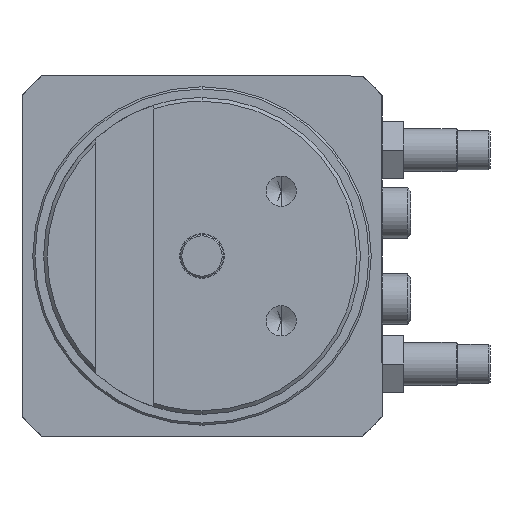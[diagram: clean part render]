
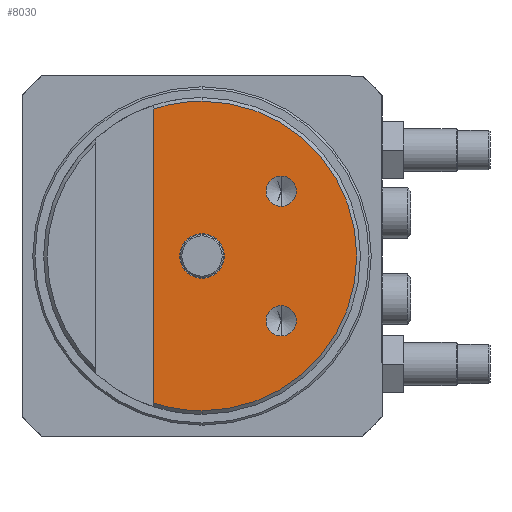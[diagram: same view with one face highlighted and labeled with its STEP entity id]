
A CAD part, front view. The second image highlights one B-rep face of the part: STEP entity #8030.
In plain terms, the highlighted planar face has unit normal (0, -1, 0).
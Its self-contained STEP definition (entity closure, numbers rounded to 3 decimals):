
#2153 = CARTESIAN_POINT ( 'NONE',  ( 0., -8.5, 21.5 ) ) ;
#2154 = CARTESIAN_POINT ( 'NONE',  ( 0., -8.5, -21.5 ) ) ;
#2155 = DIRECTION ( 'NONE',  ( 0., 0., -1. ) ) ;
#2156 = DIRECTION ( 'NONE',  ( 0., -1., 0. ) ) ;
#2157 = AXIS2_PLACEMENT_3D ( 'NONE', #2163, #2156, #2155 ) ;
#2158 = CIRCLE ( 'NONE', #2157, 21.5 ) ;
#2163 = CARTESIAN_POINT ( 'NONE',  ( 0., -8.5, 0. ) ) ;
#2213 = DIRECTION ( 'NONE',  ( 0., 0., 1. ) ) ;
#2214 = DIRECTION ( 'NONE',  ( 0., 1., 0. ) ) ;
#2215 = CARTESIAN_POINT ( 'NONE',  ( 0., -8.5, 0. ) ) ;
#2216 = AXIS2_PLACEMENT_3D ( 'NONE', #2215, #2214, #2213 ) ;
#2217 = CIRCLE ( 'NONE', #2216, 3.1 ) ;
#2243 = CARTESIAN_POINT ( 'NONE',  ( 0., -8.5, 0. ) ) ;
#2244 = AXIS2_PLACEMENT_3D ( 'NONE', #2243, #2306, #2305 ) ;
#2245 = CIRCLE ( 'NONE', #2244, 21.5 ) ;
#2246 = CARTESIAN_POINT ( 'NONE',  ( -6.75, -8.5, -20.413 ) ) ;
#2247 = DIRECTION ( 'NONE',  ( 0., 0., 1. ) ) ;
#2248 = VECTOR ( 'NONE', #2247, 1000. ) ;
#2249 = CARTESIAN_POINT ( 'NONE',  ( -6.75, -8.5, -20.939 ) ) ;
#2250 = LINE ( 'NONE', #2249, #2248 ) ;
#2251 = DIRECTION ( 'NONE',  ( 0., 0., -1. ) ) ;
#2252 = DIRECTION ( 'NONE',  ( 0., -1., 0. ) ) ;
#2253 = CARTESIAN_POINT ( 'NONE',  ( 0., -8.5, 0. ) ) ;
#2254 = AXIS2_PLACEMENT_3D ( 'NONE', #2253, #2252, #2251 ) ;
#2255 = PLANE ( 'NONE',  #2254 ) ;
#2260 = FACE_BOUND ( 'NONE', #8020, .T. ) ;
#2261 = FACE_OUTER_BOUND ( 'NONE', #8031, .T. ) ;
#2263 = FACE_BOUND ( 'NONE', #8103, .T. ) ;
#2264 = FACE_BOUND ( 'NONE', #8039, .T. ) ;
#2285 = CARTESIAN_POINT ( 'NONE',  ( -6.75, -8.5, 20.413 ) ) ;
#2286 = DIRECTION ( 'NONE',  ( 0., 0., -1. ) ) ;
#2287 = DIRECTION ( 'NONE',  ( 0., -1., 0. ) ) ;
#2288 = AXIS2_PLACEMENT_3D ( 'NONE', #2295, #2287, #2286 ) ;
#2289 = CIRCLE ( 'NONE', #2288, 21.5 ) ;
#2295 = CARTESIAN_POINT ( 'NONE',  ( 0., -8.5, 0. ) ) ;
#2305 = DIRECTION ( 'NONE',  ( 0., 0., -1. ) ) ;
#2306 = DIRECTION ( 'NONE',  ( 0., -1., 0. ) ) ;
#2387 = DIRECTION ( 'NONE',  ( 0., 0., -1. ) ) ;
#2388 = DIRECTION ( 'NONE',  ( 0., -1., 0. ) ) ;
#2389 = CARTESIAN_POINT ( 'NONE',  ( 11., -8.5, 9. ) ) ;
#2390 = AXIS2_PLACEMENT_3D ( 'NONE', #2389, #2388, #2387 ) ;
#2391 = CIRCLE ( 'NONE', #2390, 2.1 ) ;
#2392 = DIRECTION ( 'NONE',  ( 0., 0., -1. ) ) ;
#2393 = DIRECTION ( 'NONE',  ( 0., -1., 0. ) ) ;
#2394 = CARTESIAN_POINT ( 'NONE',  ( 11., -8.5, -9. ) ) ;
#2395 = AXIS2_PLACEMENT_3D ( 'NONE', #2394, #2393, #2392 ) ;
#2396 = CIRCLE ( 'NONE', #2395, 2.1 ) ;
#6096 = VERTEX_POINT ( 'NONE', #10754 ) ;
#6160 = EDGE_CURVE ( 'NONE', #6096, #6161, #10879, .T. ) ;
#6161 = VERTEX_POINT ( 'NONE', #10874 ) ;
#6195 = VERTEX_POINT ( 'NONE', #11001 ) ;
#6197 = EDGE_CURVE ( 'NONE', #6195, #6198, #11000, .T. ) ;
#6198 = VERTEX_POINT ( 'NONE', #10995 ) ;
#6245 = EDGE_CURVE ( 'NONE', #6255, #6299, #11092, .T. ) ;
#6255 = VERTEX_POINT ( 'NONE', #11071 ) ;
#6299 = VERTEX_POINT ( 'NONE', #11176 ) ;
#7986 = EDGE_CURVE ( 'NONE', #7987, #7988, #2158, .T. ) ;
#7987 = VERTEX_POINT ( 'NONE', #2154 ) ;
#7988 = VERTEX_POINT ( 'NONE', #2153 ) ;
#8020 = EDGE_LOOP ( 'NONE', ( #8021, #8023 ) ) ;
#8021 = ORIENTED_EDGE ( 'NONE', *, *, #8022, .T. ) ;
#8022 = EDGE_CURVE ( 'NONE', #6161, #6096, #2217, .T. ) ;
#8023 = ORIENTED_EDGE ( 'NONE', *, *, #6160, .T. ) ;
#8030 = ADVANCED_FACE ( 'NONE', ( #2261, #2264, #2263, #2260 ), #2255, .T. ) ;
#8031 = EDGE_LOOP ( 'NONE', ( #8032, #8035, #8037, #8038 ) ) ;
#8032 = ORIENTED_EDGE ( 'NONE', *, *, #8033, .F. ) ;
#8033 = EDGE_CURVE ( 'NONE', #8034, #8050, #2250, .T. ) ;
#8034 = VERTEX_POINT ( 'NONE', #2246 ) ;
#8035 = ORIENTED_EDGE ( 'NONE', *, *, #8036, .T. ) ;
#8036 = EDGE_CURVE ( 'NONE', #8034, #7987, #2245, .T. ) ;
#8037 = ORIENTED_EDGE ( 'NONE', *, *, #7986, .T. ) ;
#8038 = ORIENTED_EDGE ( 'NONE', *, *, #8049, .T. ) ;
#8039 = EDGE_LOOP ( 'NONE', ( #8040, #8102 ) ) ;
#8040 = ORIENTED_EDGE ( 'NONE', *, *, #8101, .F. ) ;
#8049 = EDGE_CURVE ( 'NONE', #7988, #8050, #2289, .T. ) ;
#8050 = VERTEX_POINT ( 'NONE', #2285 ) ;
#8101 = EDGE_CURVE ( 'NONE', #6198, #6195, #2396, .T. ) ;
#8102 = ORIENTED_EDGE ( 'NONE', *, *, #6197, .F. ) ;
#8103 = EDGE_LOOP ( 'NONE', ( #8104, #8106 ) ) ;
#8104 = ORIENTED_EDGE ( 'NONE', *, *, #8105, .F. ) ;
#8105 = EDGE_CURVE ( 'NONE', #6299, #6255, #2391, .T. ) ;
#8106 = ORIENTED_EDGE ( 'NONE', *, *, #6245, .F. ) ;
#10754 = CARTESIAN_POINT ( 'NONE',  ( 0., -8.5, -3.1 ) ) ;
#10874 = CARTESIAN_POINT ( 'NONE',  ( 0., -8.5, 3.1 ) ) ;
#10875 = DIRECTION ( 'NONE',  ( 0., 0., 1. ) ) ;
#10876 = DIRECTION ( 'NONE',  ( 0., 1., 0. ) ) ;
#10877 = CARTESIAN_POINT ( 'NONE',  ( 0., -8.5, 0. ) ) ;
#10878 = AXIS2_PLACEMENT_3D ( 'NONE', #10877, #10876, #10875 ) ;
#10879 = CIRCLE ( 'NONE', #10878, 3.1 ) ;
#10995 = CARTESIAN_POINT ( 'NONE',  ( 11., -8.5, -11.1 ) ) ;
#10996 = DIRECTION ( 'NONE',  ( 0., 0., -1. ) ) ;
#10997 = DIRECTION ( 'NONE',  ( 0., -1., 0. ) ) ;
#10998 = CARTESIAN_POINT ( 'NONE',  ( 11., -8.5, -9. ) ) ;
#10999 = AXIS2_PLACEMENT_3D ( 'NONE', #10998, #10997, #10996 ) ;
#11000 = CIRCLE ( 'NONE', #10999, 2.1 ) ;
#11001 = CARTESIAN_POINT ( 'NONE',  ( 11., -8.5, -6.9 ) ) ;
#11071 = CARTESIAN_POINT ( 'NONE',  ( 11., -8.5, 11.1 ) ) ;
#11088 = DIRECTION ( 'NONE',  ( 0., 0., -1. ) ) ;
#11089 = DIRECTION ( 'NONE',  ( 0., -1., 0. ) ) ;
#11090 = CARTESIAN_POINT ( 'NONE',  ( 11., -8.5, 9. ) ) ;
#11091 = AXIS2_PLACEMENT_3D ( 'NONE', #11090, #11089, #11088 ) ;
#11092 = CIRCLE ( 'NONE', #11091, 2.1 ) ;
#11176 = CARTESIAN_POINT ( 'NONE',  ( 11., -8.5, 6.9 ) ) ;
